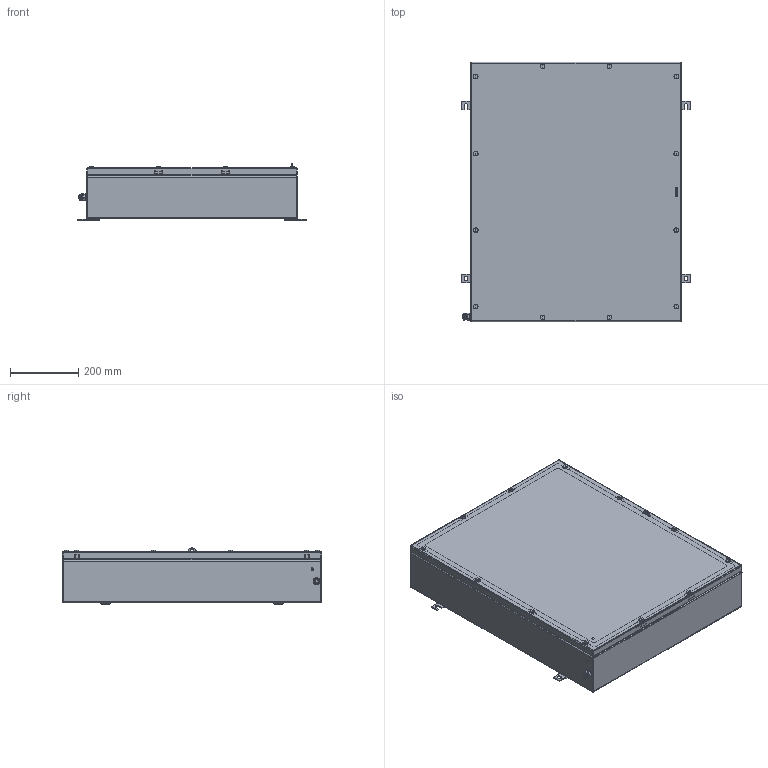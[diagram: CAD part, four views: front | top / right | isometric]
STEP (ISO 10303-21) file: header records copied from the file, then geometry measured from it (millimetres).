
FILE_DESCRIPTION(('CATIA V5 STEP Exchange','CAx-IF Rec.Pracs.--- Model Styling and Organization---1.4--- 2014-01-23'),'2;1');
FILE_NAME ('1523480-3_1_8000108867_8000108867_KTB_MH_766215_S4E0_LD.stp','2023-10-19T08:41:49+00:00',('none'),('Weidmueller'),'CATIA Version 5-6 Release 2016 SP3 HF44','CATIA V5 STEP AP214','none');
FILE_SCHEMA(('AUTOMOTIVE_DESIGN { 1 0 10303 214 1 1 1 1 }'));
Products named in the file (1): 8000108867 KTB MH 766215 S4E0
Bounding box: 671 x 762 x 165 mm (x, y, z)
Volume: 2423364.8 mm3; surface area: 3107332.7 mm2
Topology: 28 solids, 29 shells, 1856 faces, 4838 edges, 3095 vertices
Faces by surface type: plane 1061, cylinder 621, cone 98, bspline 48, torus 20, sphere 8
Entity records: 63974 total; most frequent: CARTESIAN_POINT 18147, ORIENTED_EDGE 9568, DIRECTION 7776, EDGE_CURVE 4784, VECTOR 3268, LINE 3268, VERTEX_POINT 3095, AXIS2_PLACEMENT_3D 2708
